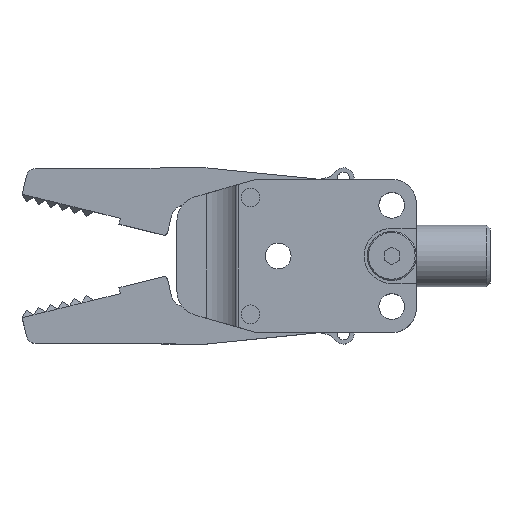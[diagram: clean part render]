
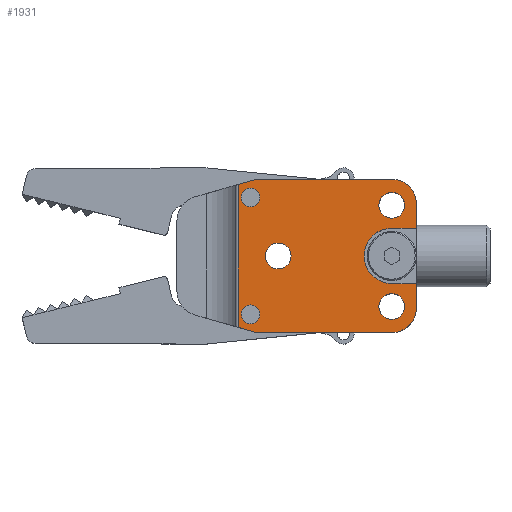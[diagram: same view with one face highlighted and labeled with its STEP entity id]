
A CAD part, top view. The second image highlights one B-rep face of the part: STEP entity #1931.
In plain terms, the highlighted planar face has unit normal (0, 0, 1).
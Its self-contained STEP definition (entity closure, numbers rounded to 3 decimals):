
#1931=ADVANCED_FACE('',(#3809,#3810,#3811,#3812,#3813,#3814),#3815,.T.);
#3809=FACE_BOUND('',#5699,.T.);
#3810=FACE_BOUND('',#5700,.T.);
#3811=FACE_BOUND('',#5701,.T.);
#3812=FACE_BOUND('',#5702,.T.);
#3813=FACE_BOUND('',#5703,.T.);
#3814=FACE_OUTER_BOUND('',#5704,.T.);
#3815=PLANE('',#5705);
#5699=EDGE_LOOP('',(#10068));
#5700=EDGE_LOOP('',(#10069));
#5701=EDGE_LOOP('',(#10070));
#5702=EDGE_LOOP('',(#10071));
#5703=EDGE_LOOP('',(#10072));
#5704=EDGE_LOOP('',(#10073,#10074,#10075,#10076,#10077,#10078,#10079,#10080,#10081,#10082,#10083,#10084));
#5705=AXIS2_PLACEMENT_3D('',#10085,#10086,#10087);
#10068=ORIENTED_EDGE('',*,*,#11852,.F.);
#10069=ORIENTED_EDGE('',*,*,#11855,.F.);
#10070=ORIENTED_EDGE('',*,*,#11858,.F.);
#10071=ORIENTED_EDGE('',*,*,#11864,.F.);
#10072=ORIENTED_EDGE('',*,*,#11866,.F.);
#10073=ORIENTED_EDGE('',*,*,#11963,.F.);
#10074=ORIENTED_EDGE('',*,*,#11964,.T.);
#10075=ORIENTED_EDGE('',*,*,#11965,.F.);
#10076=ORIENTED_EDGE('',*,*,#11966,.T.);
#10077=ORIENTED_EDGE('',*,*,#11967,.T.);
#10078=ORIENTED_EDGE('',*,*,#11952,.F.);
#10079=ORIENTED_EDGE('',*,*,#11878,.F.);
#10080=ORIENTED_EDGE('',*,*,#11882,.F.);
#10081=ORIENTED_EDGE('',*,*,#11874,.F.);
#10082=ORIENTED_EDGE('',*,*,#11951,.F.);
#10083=ORIENTED_EDGE('',*,*,#11968,.T.);
#10084=ORIENTED_EDGE('',*,*,#11969,.T.);
#10085=CARTESIAN_POINT('',(0.0,0.0,7.5));
#10086=DIRECTION('',(0.0,0.0,1.0));
#10087=DIRECTION('',(1.0,0.0,0.0));
#11852=EDGE_CURVE('',#13926,#13926,#13927,.T.);
#11855=EDGE_CURVE('',#13931,#13931,#13932,.T.);
#11858=EDGE_CURVE('',#13936,#13936,#13937,.T.);
#11864=EDGE_CURVE('',#13945,#13945,#13946,.T.);
#11866=EDGE_CURVE('',#13948,#13948,#13949,.T.);
#11874=EDGE_CURVE('',#13961,#13962,#13963,.T.);
#11878=EDGE_CURVE('',#13967,#13968,#13969,.T.);
#11882=EDGE_CURVE('',#13962,#13967,#13973,.T.);
#11951=EDGE_CURVE('',#14088,#13961,#14090,.T.);
#11952=EDGE_CURVE('',#13968,#14091,#14092,.T.);
#11963=EDGE_CURVE('',#14109,#14110,#14111,.T.);
#11964=EDGE_CURVE('',#14109,#14112,#14113,.F.);
#11965=EDGE_CURVE('',#14114,#14112,#14115,.T.);
#11966=EDGE_CURVE('',#14114,#14116,#14117,.T.);
#11967=EDGE_CURVE('',#14116,#14091,#14118,.T.);
#11968=EDGE_CURVE('',#14088,#14119,#14120,.T.);
#11969=EDGE_CURVE('',#14119,#14110,#14121,.T.);
#13926=VERTEX_POINT('',#16982);
#13927=CIRCLE('',#16983,2.1);
#13931=VERTEX_POINT('',#16987);
#13932=CIRCLE('',#16988,2.1);
#13936=VERTEX_POINT('',#16992);
#13937=CIRCLE('',#16993,2.1);
#13945=VERTEX_POINT('',#17001);
#13946=CIRCLE('',#17002,1.525);
#13948=VERTEX_POINT('',#17004);
#13949=CIRCLE('',#17005,1.525);
#13961=VERTEX_POINT('',#17021);
#13962=VERTEX_POINT('',#17022);
#13963=LINE('',#17023,#17024);
#13967=VERTEX_POINT('',#17030);
#13968=VERTEX_POINT('',#17031);
#13969=LINE('',#17032,#17033);
#13973=CIRCLE('',#17039,4.5);
#14088=VERTEX_POINT('',#17191);
#14090=LINE('',#17194,#17195);
#14091=VERTEX_POINT('',#17196);
#14092=LINE('',#17197,#17198);
#14109=VERTEX_POINT('',#17221);
#14110=VERTEX_POINT('',#17222);
#14111=LINE('',#17223,#17224);
#14112=VERTEX_POINT('',#17225);
#14113=LINE('',#17226,#17227);
#14114=VERTEX_POINT('',#17228);
#14115=LINE('',#17229,#17230);
#14116=VERTEX_POINT('',#17231);
#14117=LINE('',#17232,#17233);
#14118=CIRCLE('',#17234,4.0);
#14119=VERTEX_POINT('',#17235);
#14120=CIRCLE('',#17236,4.0);
#14121=LINE('',#17237,#17238);
#16982=CARTESIAN_POINT('',(12.1,8.25,7.5));
#16983=AXIS2_PLACEMENT_3D('',#18390,#18391,#18392);
#16987=CARTESIAN_POINT('',(12.1,-8.25,7.5));
#16988=AXIS2_PLACEMENT_3D('',#18396,#18397,#18398);
#16992=CARTESIAN_POINT('',(-6.4,0.,7.5));
#16993=AXIS2_PLACEMENT_3D('',#18402,#18403,#18404);
#17001=CARTESIAN_POINT('',(-11.475,-9.5,7.5));
#17002=AXIS2_PLACEMENT_3D('',#18411,#18412,#18413);
#17004=CARTESIAN_POINT('',(-11.475,9.5,7.5));
#17005=AXIS2_PLACEMENT_3D('',#18414,#18415,#18416);
#17021=CARTESIAN_POINT('',(14.0,4.5,7.5));
#17022=CARTESIAN_POINT('',(10.0,4.5,7.5));
#17023=CARTESIAN_POINT('',(10.0,4.5,7.5));
#17024=VECTOR('',#18424,1.0);
#17030=CARTESIAN_POINT('',(10.0,-4.5,7.5));
#17031=CARTESIAN_POINT('',(14.0,-4.5,7.5));
#17032=CARTESIAN_POINT('',(10.0,-4.5,7.5));
#17033=VECTOR('',#18427,1.0);
#17039=AXIS2_PLACEMENT_3D('',#18430,#18431,#18432);
#17191=CARTESIAN_POINT('',(14.0,8.5,7.5));
#17194=CARTESIAN_POINT('',(14.0,12.5,7.5));
#17195=VECTOR('',#18525,1.0);
#17196=CARTESIAN_POINT('',(14.0,-8.5,7.5));
#17197=CARTESIAN_POINT('',(14.0,12.5,7.5));
#17198=VECTOR('',#18526,1.0);
#17221=CARTESIAN_POINT('',(-14.997,11.641,7.5));
#17222=CARTESIAN_POINT('',(-12.0,12.5,7.5));
#17223=CARTESIAN_POINT('',(-26.0,8.486,7.5));
#17224=VECTOR('',#18539,1.0);
#17225=CARTESIAN_POINT('',(-14.997,-11.641,7.5));
#17226=CARTESIAN_POINT('',(-14.997,-11.57,7.5));
#17227=VECTOR('',#18540,1.0);
#17228=CARTESIAN_POINT('',(-12.0,-12.5,7.5));
#17229=CARTESIAN_POINT('',(-26.0,-8.486,7.5));
#17230=VECTOR('',#18541,1.0);
#17231=CARTESIAN_POINT('',(10.0,-12.5,7.5));
#17232=CARTESIAN_POINT('',(-26.0,-12.5,7.5));
#17233=VECTOR('',#18542,1.0);
#17234=AXIS2_PLACEMENT_3D('',#18543,#18544,#18545);
#17235=CARTESIAN_POINT('',(10.0,12.5,7.5));
#17236=AXIS2_PLACEMENT_3D('',#18546,#18547,#18548);
#17237=CARTESIAN_POINT('',(-26.0,12.5,7.5));
#17238=VECTOR('',#18549,1.0);
#18390=CARTESIAN_POINT('',(10.0,8.25,7.5));
#18391=DIRECTION('',(0.0,0.0,1.0));
#18392=DIRECTION('',(1.0,0.0,0.0));
#18396=CARTESIAN_POINT('',(10.0,-8.25,7.5));
#18397=DIRECTION('',(0.0,0.0,1.0));
#18398=DIRECTION('',(1.0,0.0,0.0));
#18402=CARTESIAN_POINT('',(-8.5,0.,7.5));
#18403=DIRECTION('',(0.0,0.0,1.0));
#18404=DIRECTION('',(1.0,0.0,0.0));
#18411=CARTESIAN_POINT('',(-13.0,-9.5,7.5));
#18412=DIRECTION('',(0.0,0.0,1.0));
#18413=DIRECTION('',(1.0,0.0,0.0));
#18414=CARTESIAN_POINT('',(-13.0,9.5,7.5));
#18415=DIRECTION('',(0.0,0.0,1.0));
#18416=DIRECTION('',(1.0,0.0,0.0));
#18424=DIRECTION('',(-1.0,0.0,0.0));
#18427=DIRECTION('',(1.0,0.0,0.0));
#18430=CARTESIAN_POINT('',(10.0,0.0,7.5));
#18431=DIRECTION('',(0.0,0.0,1.0));
#18432=DIRECTION('',(1.0,0.0,0.0));
#18525=DIRECTION('',(0.,-1.0,0.));
#18526=DIRECTION('',(0.,-1.0,0.));
#18539=DIRECTION('',(0.961,0.276,0.0));
#18540=DIRECTION('',(0.0,1.0,0.0));
#18541=DIRECTION('',(-0.961,0.276,0.0));
#18542=DIRECTION('',(1.0,0.0,0.0));
#18543=CARTESIAN_POINT('',(10.0,-8.5,7.5));
#18544=DIRECTION('',(0.0,0.0,1.0));
#18545=DIRECTION('',(1.0,0.0,0.0));
#18546=CARTESIAN_POINT('',(10.0,8.5,7.5));
#18547=DIRECTION('',(0.0,0.0,1.0));
#18548=DIRECTION('',(1.0,0.0,0.0));
#18549=DIRECTION('',(-1.0,0.0,0.0));
